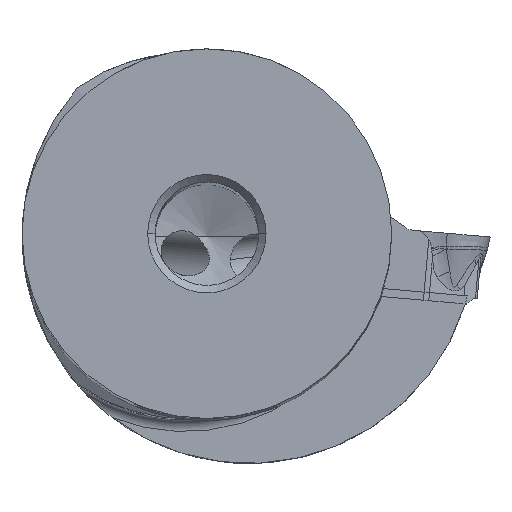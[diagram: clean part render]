
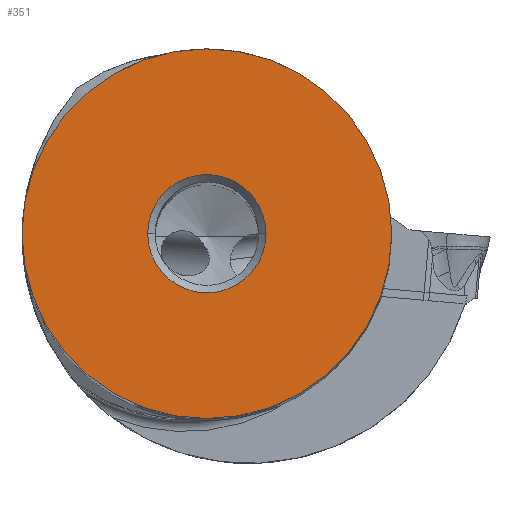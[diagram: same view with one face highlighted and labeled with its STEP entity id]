
A CAD part, top view. The second image highlights one B-rep face of the part: STEP entity #351.
In plain terms, the highlighted planar face has unit normal (0, 0, 1).
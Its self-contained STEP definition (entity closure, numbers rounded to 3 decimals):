
#41=FACE_BOUND('',#754,.T.);
#42=FACE_BOUND('',#755,.T.);
#351=ADVANCED_FACE('',(#41,#42),#438,.F.);
#438=PLANE('',#3787);
#754=EDGE_LOOP('',(#1544,#1545));
#755=EDGE_LOOP('',(#1546,#1547));
#1544=ORIENTED_EDGE('',*,*,#2626,.T.);
#1545=ORIENTED_EDGE('',*,*,#2620,.T.);
#1546=ORIENTED_EDGE('',*,*,#2627,.T.);
#1547=ORIENTED_EDGE('',*,*,#2628,.T.);
#2141=VERTEX_POINT('',#10095);
#2142=VERTEX_POINT('',#10097);
#2148=VERTEX_POINT('',#10112);
#2149=VERTEX_POINT('',#10113);
#2620=EDGE_CURVE('',#2141,#2142,#3108,.T.);
#2626=EDGE_CURVE('',#2142,#2141,#3109,.T.);
#2627=EDGE_CURVE('',#2148,#2149,#3110,.T.);
#2628=EDGE_CURVE('',#2149,#2148,#3111,.T.);
#3108=CIRCLE('',#3779,12.5);
#3109=CIRCLE('',#3784,12.5);
#3110=CIRCLE('',#3785,4.);
#3111=CIRCLE('',#3786,4.);
#3779=AXIS2_PLACEMENT_3D('',#10098,#4322,#4323);
#3784=AXIS2_PLACEMENT_3D('',#10110,#4334,#4335);
#3785=AXIS2_PLACEMENT_3D('',#10111,#4336,#4337);
#3786=AXIS2_PLACEMENT_3D('',#10114,#4338,#4339);
#3787=AXIS2_PLACEMENT_3D('',#10115,#4340,#4341);
#4322=DIRECTION('',(0.,0.,1.));
#4323=DIRECTION('',(-1.,0.,0.));
#4334=DIRECTION('',(0.,0.,1.));
#4335=DIRECTION('',(1.,0.,0.));
#4336=DIRECTION('',(0.,0.,-1.));
#4337=DIRECTION('',(1.,0.,0.));
#4338=DIRECTION('',(0.,0.,-1.));
#4339=DIRECTION('',(-1.,0.,0.));
#4340=DIRECTION('',(0.,0.,-1.));
#4341=DIRECTION('',(1.,0.,0.));
#10095=CARTESIAN_POINT('',(-12.5,0.,0.));
#10097=CARTESIAN_POINT('',(12.5,0.,0.));
#10098=CARTESIAN_POINT('',(0.,0.,0.));
#10110=CARTESIAN_POINT('',(0.,0.,0.));
#10111=CARTESIAN_POINT('',(0.,0.,0.));
#10112=CARTESIAN_POINT('',(4.,0.,0.));
#10113=CARTESIAN_POINT('',(-4.,0.,0.));
#10114=CARTESIAN_POINT('',(0.,0.,0.));
#10115=CARTESIAN_POINT('',(0.,0.,0.));
